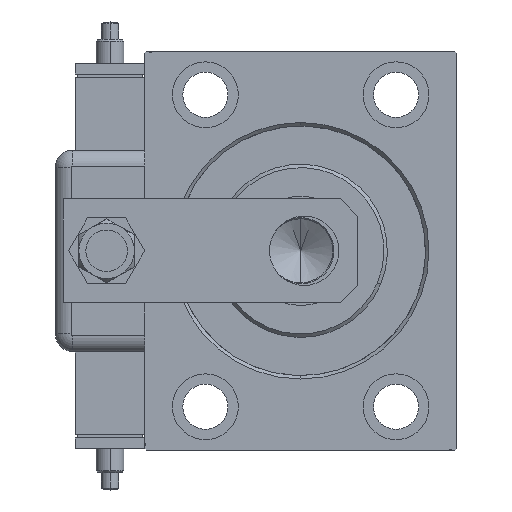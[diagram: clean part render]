
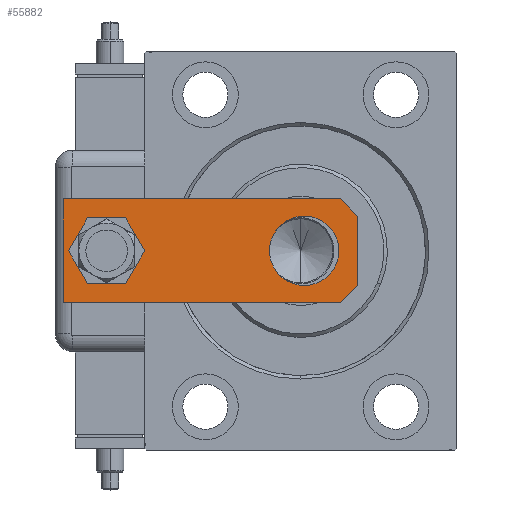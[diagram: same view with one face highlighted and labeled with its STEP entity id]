
A CAD part, left-side view. The second image highlights one B-rep face of the part: STEP entity #55882.
In plain terms, the highlighted face is planar.
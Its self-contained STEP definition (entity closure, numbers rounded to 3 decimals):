
#2513 = PLANE ( 'NONE',  #18150 ) ;
#2634 = CIRCLE ( 'NONE', #12534, 7. ) ;
#3648 = CARTESIAN_POINT ( 'NONE',  ( -15., 0., 0. ) ) ;
#5288 = CARTESIAN_POINT ( 'NONE',  ( 10., 15.5, 0. ) ) ;
#6563 = CARTESIAN_POINT ( 'NONE',  ( -7., 72.5, 0. ) ) ;
#7675 = CARTESIAN_POINT ( 'NONE',  ( 7., 72.5, 0. ) ) ;
#7879 = DIRECTION ( 'NONE',  ( -0.707, -0.707, 0. ) ) ;
#8340 = VECTOR ( 'NONE', #13408, 1000. ) ;
#8498 = LINE ( 'NONE', #27146, #27911 ) ;
#8955 = VERTEX_POINT ( 'NONE', #43687 ) ;
#9335 = ORIENTED_EDGE ( 'NONE', *, *, #35995, .T. ) ;
#9638 = LINE ( 'NONE', #57144, #35099 ) ;
#10390 = VERTEX_POINT ( 'NONE', #38597 ) ;
#11534 = DIRECTION ( 'NONE',  ( 0., 0., 1. ) ) ;
#11553 = AXIS2_PLACEMENT_3D ( 'NONE', #48802, #38279, #38884 ) ;
#11842 = ORIENTED_EDGE ( 'NONE', *, *, #23393, .F. ) ;
#12495 = CARTESIAN_POINT ( 'NONE',  ( 15., 85., 0. ) ) ;
#12515 = ORIENTED_EDGE ( 'NONE', *, *, #39232, .T. ) ;
#12534 = AXIS2_PLACEMENT_3D ( 'NONE', #14307, #24239, #24540 ) ;
#12760 = FACE_BOUND ( 'NONE', #49229, .T. ) ;
#12918 = EDGE_CURVE ( 'NONE', #10390, #14451, #8498, .T. ) ;
#13408 = DIRECTION ( 'NONE',  ( 0., -1., 0. ) ) ;
#14159 = VECTOR ( 'NONE', #28221, 1000. ) ;
#14307 = CARTESIAN_POINT ( 'NONE',  ( 0., 72.5, 0. ) ) ;
#14451 = VERTEX_POINT ( 'NONE', #16652 ) ;
#16624 = VERTEX_POINT ( 'NONE', #52338 ) ;
#16652 = CARTESIAN_POINT ( 'NONE',  ( 10., 0., 0. ) ) ;
#17421 = CARTESIAN_POINT ( 'NONE',  ( 15., 85., 0. ) ) ;
#18058 = LINE ( 'NONE', #55013, #8340 ) ;
#18150 = AXIS2_PLACEMENT_3D ( 'NONE', #54677, #11534, #22400 ) ;
#19166 = CIRCLE ( 'NONE', #59799, 10. ) ;
#20300 = EDGE_CURVE ( 'NONE', #10390, #28210, #9638, .T. ) ;
#20356 = CARTESIAN_POINT ( 'NONE',  ( 0., 15.5, 0. ) ) ;
#20441 = VECTOR ( 'NONE', #36669, 1000. ) ;
#22399 = LINE ( 'NONE', #17421, #20441 ) ;
#22400 = DIRECTION ( 'NONE',  ( 1., 0., 0. ) ) ;
#23393 = EDGE_CURVE ( 'NONE', #16624, #14451, #61386, .T. ) ;
#24239 = DIRECTION ( 'NONE',  ( 0., 0., 1. ) ) ;
#24540 = DIRECTION ( 'NONE',  ( 1., 0., 0. ) ) ;
#25020 = VERTEX_POINT ( 'NONE', #6563 ) ;
#27146 = CARTESIAN_POINT ( 'NONE',  ( 15., 5., 0. ) ) ;
#27905 = DIRECTION ( 'NONE',  ( 0., 0., 1. ) ) ;
#27911 = VECTOR ( 'NONE', #7879, 1000. ) ;
#28210 = VERTEX_POINT ( 'NONE', #12495 ) ;
#28221 = DIRECTION ( 'NONE',  ( -0.707, 0.707, 0. ) ) ;
#32231 = DIRECTION ( 'NONE',  ( 1., 0., 0. ) ) ;
#32253 = CARTESIAN_POINT ( 'NONE',  ( 0., 72.5, 0. ) ) ;
#34994 = VERTEX_POINT ( 'NONE', #42250 ) ;
#35042 = EDGE_CURVE ( 'NONE', #28210, #8955, #22399, .T. ) ;
#35099 = VECTOR ( 'NONE', #37898, 1000. ) ;
#35208 = EDGE_LOOP ( 'NONE', ( #11842, #58849, #35577, #51785, #37611, #38959 ) ) ;
#35577 = ORIENTED_EDGE ( 'NONE', *, *, #59881, .F. ) ;
#35679 = EDGE_CURVE ( 'NONE', #46284, #36004, #47237, .T. ) ;
#35995 = EDGE_CURVE ( 'NONE', #52615, #25020, #2634, .T. ) ;
#36004 = VERTEX_POINT ( 'NONE', #5288 ) ;
#36669 = DIRECTION ( 'NONE',  ( -1., 0., 0. ) ) ;
#37611 = ORIENTED_EDGE ( 'NONE', *, *, #20300, .F. ) ;
#37898 = DIRECTION ( 'NONE',  ( 0., 1., 0. ) ) ;
#38279 = DIRECTION ( 'NONE',  ( 0., 0., 1. ) ) ;
#38597 = CARTESIAN_POINT ( 'NONE',  ( 15., 5., 0. ) ) ;
#38884 = DIRECTION ( 'NONE',  ( 1., 0., 0. ) ) ;
#38959 = ORIENTED_EDGE ( 'NONE', *, *, #12918, .T. ) ;
#39232 = EDGE_CURVE ( 'NONE', #25020, #52615, #60266, .T. ) ;
#40099 = EDGE_LOOP ( 'NONE', ( #53840, #52866 ) ) ;
#41862 = CARTESIAN_POINT ( 'NONE',  ( -10., 0., 0. ) ) ;
#41976 = VECTOR ( 'NONE', #32231, 1000. ) ;
#42250 = CARTESIAN_POINT ( 'NONE',  ( -15., 5., 0. ) ) ;
#43021 = DIRECTION ( 'NONE',  ( 0., 0., 1. ) ) ;
#43687 = CARTESIAN_POINT ( 'NONE',  ( -15., 85., 0. ) ) ;
#44746 = FACE_BOUND ( 'NONE', #40099, .T. ) ;
#46284 = VERTEX_POINT ( 'NONE', #60069 ) ;
#46517 = LINE ( 'NONE', #41862, #14159 ) ;
#47237 = CIRCLE ( 'NONE', #11553, 10. ) ;
#48802 = CARTESIAN_POINT ( 'NONE',  ( 0., 15.5, 0. ) ) ;
#49229 = EDGE_LOOP ( 'NONE', ( #12515, #9335 ) ) ;
#51785 = ORIENTED_EDGE ( 'NONE', *, *, #35042, .F. ) ;
#52338 = CARTESIAN_POINT ( 'NONE',  ( -10., 0., 0. ) ) ;
#52615 = VERTEX_POINT ( 'NONE', #7675 ) ;
#52636 = DIRECTION ( 'NONE',  ( 1., 0., 0. ) ) ;
#52866 = ORIENTED_EDGE ( 'NONE', *, *, #57640, .T. ) ;
#53840 = ORIENTED_EDGE ( 'NONE', *, *, #35679, .T. ) ;
#54074 = FACE_OUTER_BOUND ( 'NONE', #35208, .T. ) ;
#54677 = CARTESIAN_POINT ( 'NONE',  ( 0., 0., 0. ) ) ;
#55013 = CARTESIAN_POINT ( 'NONE',  ( -15., 85., 0. ) ) ;
#55882 = ADVANCED_FACE ( 'NONE', ( #54074, #12760, #44746 ), #2513, .F. ) ;
#56390 = EDGE_CURVE ( 'NONE', #16624, #34994, #46517, .T. ) ;
#57144 = CARTESIAN_POINT ( 'NONE',  ( 15., 0., 0. ) ) ;
#57640 = EDGE_CURVE ( 'NONE', #36004, #46284, #19166, .T. ) ;
#58268 = AXIS2_PLACEMENT_3D ( 'NONE', #32253, #27905, #60491 ) ;
#58849 = ORIENTED_EDGE ( 'NONE', *, *, #56390, .T. ) ;
#59799 = AXIS2_PLACEMENT_3D ( 'NONE', #20356, #43021, #52636 ) ;
#59881 = EDGE_CURVE ( 'NONE', #8955, #34994, #18058, .T. ) ;
#60069 = CARTESIAN_POINT ( 'NONE',  ( -10., 15.5, 0. ) ) ;
#60266 = CIRCLE ( 'NONE', #58268, 7. ) ;
#60491 = DIRECTION ( 'NONE',  ( 1., 0., 0. ) ) ;
#61386 = LINE ( 'NONE', #3648, #41976 ) ;
